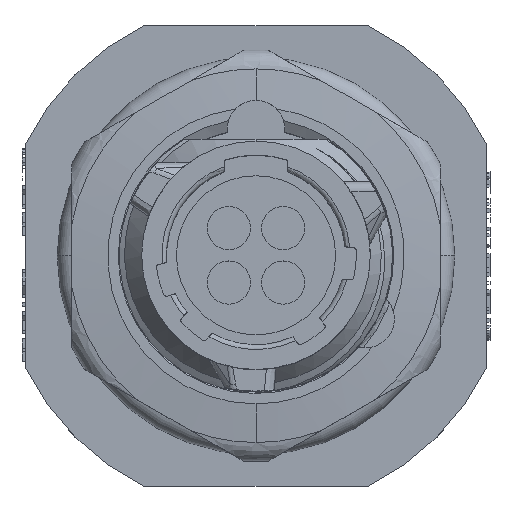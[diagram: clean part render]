
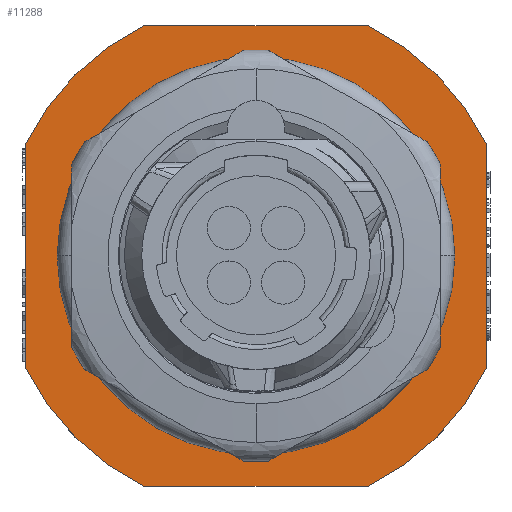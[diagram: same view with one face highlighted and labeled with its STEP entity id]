
A CAD part, top view. The second image highlights one B-rep face of the part: STEP entity #11288.
In plain terms, the highlighted planar face has unit normal (0, 0, 1).
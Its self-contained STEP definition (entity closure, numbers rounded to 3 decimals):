
#1=DIRECTION('',(1.,0.,0.));
#2=VECTOR('',#1,11.7);
#3=CARTESIAN_POINT('',(-5.85,12.,2.3));
#4=LINE('',#3,#2);
#5=CARTESIAN_POINT('',(0.,0.,2.3));
#6=DIRECTION('',(0.,0.,1.));
#7=DIRECTION('',(0.899,0.438,0.));
#8=AXIS2_PLACEMENT_3D('',#5,#6,#7);
#10=DIRECTION('',(0.,-1.,0.));
#11=VECTOR('',#10,11.7);
#12=CARTESIAN_POINT('',(12.,5.85,2.3));
#13=LINE('',#12,#11);
#14=CARTESIAN_POINT('',(0.,0.,2.3));
#15=DIRECTION('',(0.,0.,1.));
#16=DIRECTION('',(0.438,-0.899,0.));
#17=AXIS2_PLACEMENT_3D('',#14,#15,#16);
#19=DIRECTION('',(-1.,0.,0.));
#20=VECTOR('',#19,11.7);
#21=CARTESIAN_POINT('',(5.85,-12.,2.3));
#22=LINE('',#21,#20);
#23=CARTESIAN_POINT('',(0.,0.,2.3));
#24=DIRECTION('',(0.,0.,1.));
#25=DIRECTION('',(-0.899,-0.438,0.));
#26=AXIS2_PLACEMENT_3D('',#23,#24,#25);
#28=DIRECTION('',(0.,1.,0.));
#29=VECTOR('',#28,11.7);
#30=CARTESIAN_POINT('',(-12.,-5.85,2.3));
#31=LINE('',#30,#29);
#32=CARTESIAN_POINT('',(0.,0.,2.3));
#33=DIRECTION('',(0.,0.,1.));
#34=DIRECTION('',(-0.438,0.899,0.));
#35=AXIS2_PLACEMENT_3D('',#32,#33,#34);
#37=CARTESIAN_POINT('',(0.,0.,2.3));
#38=DIRECTION('',(0.,0.,1.));
#39=DIRECTION('',(0.,1.,0.));
#40=AXIS2_PLACEMENT_3D('',#37,#38,#39);
#42=CARTESIAN_POINT('',(0.,0.,2.3));
#43=DIRECTION('',(0.,0.,1.));
#44=DIRECTION('',(0.,-1.,0.));
#45=AXIS2_PLACEMENT_3D('',#42,#43,#44);
#9242=CARTESIAN_POINT('',(-5.85,12.,2.3));
#9243=CARTESIAN_POINT('',(5.85,12.,2.3));
#9244=VERTEX_POINT('',#9242);
#9245=VERTEX_POINT('',#9243);
#9246=CARTESIAN_POINT('',(12.,5.85,2.3));
#9247=CARTESIAN_POINT('',(12.,-5.85,2.3));
#9248=VERTEX_POINT('',#9246);
#9249=VERTEX_POINT('',#9247);
#9250=CARTESIAN_POINT('',(5.85,-12.,2.3));
#9251=CARTESIAN_POINT('',(-5.85,-12.,2.3));
#9252=VERTEX_POINT('',#9250);
#9253=VERTEX_POINT('',#9251);
#9254=CARTESIAN_POINT('',(-12.,-5.85,2.3));
#9255=CARTESIAN_POINT('',(-12.,5.85,2.3));
#9256=VERTEX_POINT('',#9254);
#9257=VERTEX_POINT('',#9255);
#10682=CARTESIAN_POINT('',(0.,8.8,2.3));
#10683=CARTESIAN_POINT('',(0.,-8.8,2.3));
#10684=VERTEX_POINT('',#10682);
#10685=VERTEX_POINT('',#10683);
#11259=CARTESIAN_POINT('',(0.,0.,2.3));
#11260=DIRECTION('',(0.,0.,-1.));
#11261=DIRECTION('',(0.,-1.,0.));
#11262=AXIS2_PLACEMENT_3D('',#11259,#11260,#11261);
#11263=PLANE('',#11262);
#11265=ORIENTED_EDGE('',*,*,#11264,.T.);
#11267=ORIENTED_EDGE('',*,*,#11266,.F.);
#11269=ORIENTED_EDGE('',*,*,#11268,.T.);
#11271=ORIENTED_EDGE('',*,*,#11270,.F.);
#11273=ORIENTED_EDGE('',*,*,#11272,.T.);
#11275=ORIENTED_EDGE('',*,*,#11274,.F.);
#11277=ORIENTED_EDGE('',*,*,#11276,.T.);
#11279=ORIENTED_EDGE('',*,*,#11278,.F.);
#11280=EDGE_LOOP('',(#11265,#11267,#11269,#11271,#11273,#11275,#11277,#11279));
#11281=FACE_OUTER_BOUND('',#11280,.F.);
#11283=ORIENTED_EDGE('',*,*,#11282,.T.);
#11285=ORIENTED_EDGE('',*,*,#11284,.T.);
#11286=EDGE_LOOP('',(#11283,#11285));
#11287=FACE_BOUND('',#11286,.F.);
#11288=ADVANCED_FACE('',(#11281,#11287),#11263,.F.);
#9=CIRCLE('',#8,13.35);
#18=CIRCLE('',#17,13.35);
#27=CIRCLE('',#26,13.35);
#36=CIRCLE('',#35,13.35);
#41=CIRCLE('',#40,8.8);
#46=CIRCLE('',#45,8.8);
#11264=EDGE_CURVE('',#9244,#9245,#4,.T.);
#11266=EDGE_CURVE('',#9248,#9245,#9,.T.);
#11268=EDGE_CURVE('',#9248,#9249,#13,.T.);
#11270=EDGE_CURVE('',#9252,#9249,#18,.T.);
#11272=EDGE_CURVE('',#9252,#9253,#22,.T.);
#11274=EDGE_CURVE('',#9256,#9253,#27,.T.);
#11276=EDGE_CURVE('',#9256,#9257,#31,.T.);
#11278=EDGE_CURVE('',#9244,#9257,#36,.T.);
#11282=EDGE_CURVE('',#10684,#10685,#41,.T.);
#11284=EDGE_CURVE('',#10685,#10684,#46,.T.);
